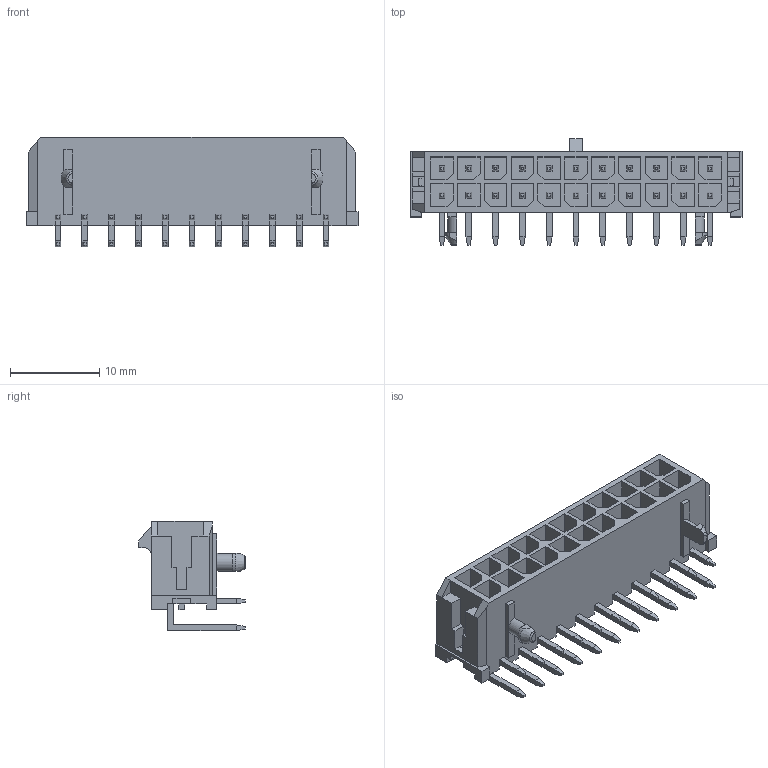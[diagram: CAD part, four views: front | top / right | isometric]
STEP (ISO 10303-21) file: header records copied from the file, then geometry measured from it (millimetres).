
FILE_DESCRIPTION(('FreeCAD Model'),'2;1');
FILE_NAME('Open CASCADE Shape Model','2024-02-05T19:16:33',(''),(''), 'Open CASCADE STEP processor 7.6','Ondsel','Unknown');
FILE_SCHEMA(('AUTOMOTIVE_DESIGN { 1 0 10303 214 1 1 1 1 }'));
Length unit declared in the file: millimetre
Products named in the file (2): 430452200; SOLID
Assembly tree (1 placements, depth 2):
  430452200
    SOLID
Bounding box: 37.15 x 11.95 x 12.24 mm (x, y, z)
Volume: 1505.6 mm3; surface area: 3629.2 mm2
Topology: 1 solids, 1 shells, 883 faces, 2216 edges, 1383 vertices
Faces by surface type: plane 874, cylinder 5, cone 2, torus 2
Entity records: 26936 total; most frequent: CARTESIAN_POINT 4528, ORIENTED_EDGE 4432, DIRECTION 4002, EDGE_CURVE 2216, LINE 2192, VECTOR 2192, VERTEX_POINT 1383, FACE_BOUND 931
